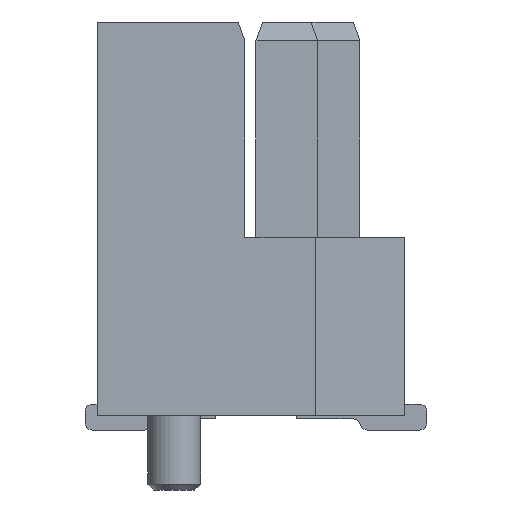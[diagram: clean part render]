
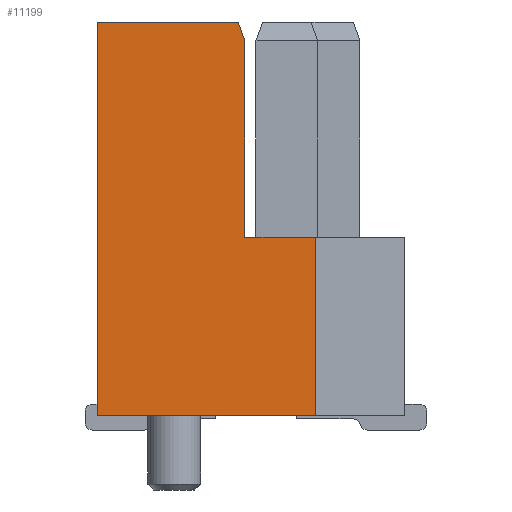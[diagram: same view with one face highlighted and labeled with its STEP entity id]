
A CAD part, left-side view. The second image highlights one B-rep face of the part: STEP entity #11199.
In plain terms, the highlighted planar face has unit normal (-1, 0, 0).
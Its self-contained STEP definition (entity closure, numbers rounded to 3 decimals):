
#7190=CARTESIAN_POINT('',(-8.725,2.14,5.3));
#7191=VERTEX_POINT('',#7190);
#7192=CARTESIAN_POINT('',(-8.725,2.14,0.0));
#7193=VERTEX_POINT('',#7192);
#7194=CARTESIAN_POINT('',(-8.725,2.14,5.3));
#7195=DIRECTION('',(0.0,0.0,-1.0));
#7196=VECTOR('',#7195,5.3);
#7197=LINE('',#7194,#7196);
#7198=EDGE_CURVE('',#7191,#7193,#7197,.T.);
#7240=CARTESIAN_POINT('',(-8.725,-0.8,0.0));
#7241=VERTEX_POINT('',#7240);
#7248=CARTESIAN_POINT('',(-8.725,2.14,0.0));
#7249=DIRECTION('',(0.0,-1.0,0.0));
#7250=VECTOR('',#7249,2.94);
#7251=LINE('',#7248,#7250);
#7252=EDGE_CURVE('',#7193,#7241,#7251,.T.);
#11005=CARTESIAN_POINT('',(-8.725,0.24,5.3));
#11006=VERTEX_POINT('',#11005);
#11007=CARTESIAN_POINT('',(-8.725,2.14,5.3));
#11008=DIRECTION('',(0.0,-1.0,0.0));
#11009=VECTOR('',#11008,1.9);
#11010=LINE('',#11007,#11009);
#11011=EDGE_CURVE('',#7191,#11006,#11010,.T.);
#11101=CARTESIAN_POINT('',(-8.725,-0.8,2.4));
#11102=VERTEX_POINT('',#11101);
#11109=CARTESIAN_POINT('',(-8.725,-0.8,2.4));
#11110=DIRECTION('',(0.0,0.0,-1.0));
#11111=VECTOR('',#11110,2.4);
#11112=LINE('',#11109,#11111);
#11113=EDGE_CURVE('',#11102,#7241,#11112,.T.);
#11166=CARTESIAN_POINT('',(-8.725,2.14,5.3));
#11167=DIRECTION('',(1.0,0.0,0.0));
#11168=DIRECTION('',(0.0,1.0,0.0));
#11169=AXIS2_PLACEMENT_3D('',#11166,#11167,#11168);
#11170=PLANE('',#11169);
#11171=CARTESIAN_POINT('',(-8.725,0.15,2.4));
#11172=VERTEX_POINT('',#11171);
#11173=CARTESIAN_POINT('',(-8.725,0.15,5.05));
#11174=VERTEX_POINT('',#11173);
#11175=CARTESIAN_POINT('',(-8.725,0.15,2.4));
#11176=DIRECTION('',(0.0,0.0,1.0));
#11177=VECTOR('',#11176,2.65);
#11178=LINE('',#11175,#11177);
#11179=EDGE_CURVE('',#11172,#11174,#11178,.T.);
#11180=ORIENTED_EDGE('',*,*,#11179,.T.);
#11181=CARTESIAN_POINT('',(-8.725,0.15,5.05));
#11182=DIRECTION('',(0.0,0.339,0.941));
#11183=VECTOR('',#11182,0.266);
#11184=LINE('',#11181,#11183);
#11185=EDGE_CURVE('',#11174,#11006,#11184,.T.);
#11186=ORIENTED_EDGE('',*,*,#11185,.T.);
#11187=ORIENTED_EDGE('',*,*,#11011,.F.);
#11188=ORIENTED_EDGE('',*,*,#7198,.T.);
#11189=ORIENTED_EDGE('',*,*,#7252,.T.);
#11190=ORIENTED_EDGE('',*,*,#11113,.F.);
#11191=CARTESIAN_POINT('',(-8.725,-0.8,2.4));
#11192=DIRECTION('',(0.0,1.0,0.0));
#11193=VECTOR('',#11192,0.95);
#11194=LINE('',#11191,#11193);
#11195=EDGE_CURVE('',#11102,#11172,#11194,.T.);
#11196=ORIENTED_EDGE('',*,*,#11195,.T.);
#11197=EDGE_LOOP('',(#11180,#11186,#11187,#11188,#11189,#11190,#11196));
#11198=FACE_OUTER_BOUND('',#11197,.T.);
#11199=ADVANCED_FACE('',(#11198),#11170,.F.);
